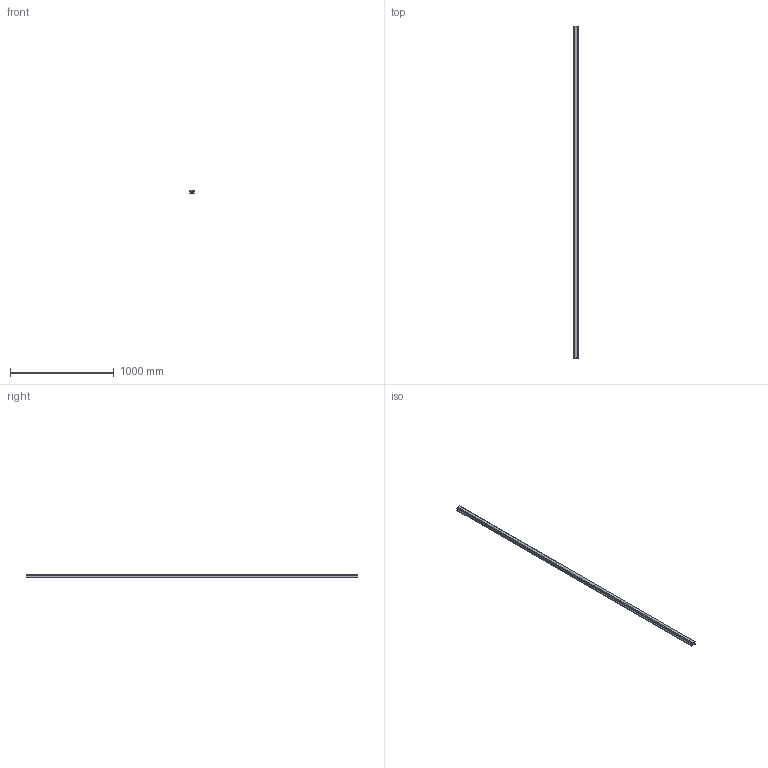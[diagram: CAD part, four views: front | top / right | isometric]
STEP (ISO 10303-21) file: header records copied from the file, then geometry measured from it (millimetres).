
FILE_DESCRIPTION(('STEP AP214'),'1');
FILE_NAME('cctmp_9EC27D7B-BD30-4F0A-894B-85ED3400971B_2021_02_01_10_40_47_0854..stp','2021-02-01T09:40:48',('HIWIN GmbH'),('CADClick - www.CADClick.com'),'Spatial InterOp 3D',' ','unknown authorization');
FILE_SCHEMA(('AUTOMOTIVE_DESIGN'));
Length unit declared in the file: millimetre
Products named in the file (1): HGR45T3200C_FILE
Bounding box: 45 x 3200 x 38 mm (x, y, z)
Volume: 4480268.3 mm3; surface area: 579812.9 mm2
Topology: 1 solids, 1 shells, 221 faces, 583 edges, 337 vertices
Faces by surface type: plane 93, cylinder 66, cone 62
Entity records: 8091 total; most frequent: DIRECTION 1097, CARTESIAN_POINT 1080, ORIENTED_EDGE 1042, EDGE_CURVE 521, LINE 389, VECTOR 389, AXIS2_PLACEMENT_3D 354, VERTEX_POINT 337
